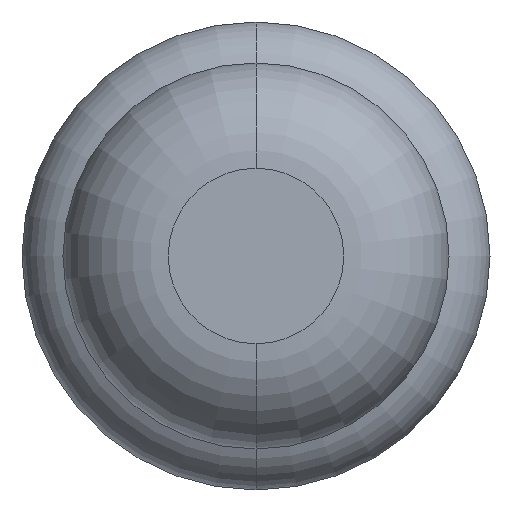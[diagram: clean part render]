
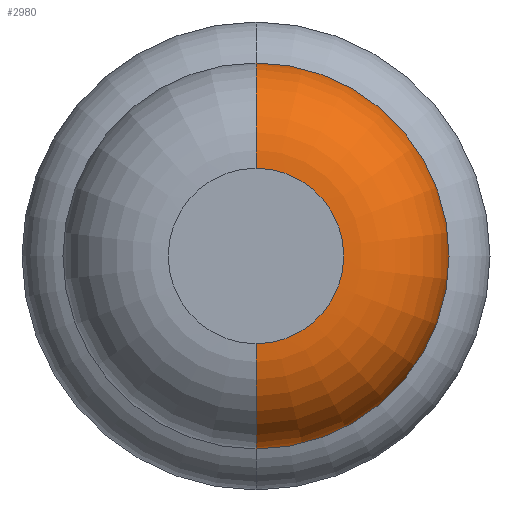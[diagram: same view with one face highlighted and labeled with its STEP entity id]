
A CAD part, front view. The second image highlights one B-rep face of the part: STEP entity #2980.
In plain terms, the highlighted toroidal (fillet/blend) face has major radius 0.375 mm and minor radius 0.45 mm.
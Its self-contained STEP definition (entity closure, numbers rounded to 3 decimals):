
#55 = DIRECTION ( 'NONE',  ( 1., 0., 0. ) ) ;
#222 = AXIS2_PLACEMENT_3D ( 'NONE', #1446, #3124, #2302 ) ;
#249 = CARTESIAN_POINT ( 'NONE',  ( 0., -26.95, -0.375 ) ) ;
#284 = TOROIDAL_SURFACE ( 'NONE', #3042, 0.375, 0.45 ) ;
#318 = VERTEX_POINT ( 'NONE', #1469 ) ;
#335 = VERTEX_POINT ( 'NONE', #2878 ) ;
#340 = CARTESIAN_POINT ( 'NONE',  ( 0., -27.4, 0.375 ) ) ;
#352 = CARTESIAN_POINT ( 'NONE',  ( 0., -26.95, 0. ) ) ;
#401 = CARTESIAN_POINT ( 'NONE',  ( 0., -27.4, 0. ) ) ;
#597 = CIRCLE ( 'NONE', #222, 0.825 ) ;
#805 = ORIENTED_EDGE ( 'NONE', *, *, #1378, .F. ) ;
#868 = ORIENTED_EDGE ( 'NONE', *, *, #2265, .T. ) ;
#871 = CIRCLE ( 'NONE', #3628, 0.45 ) ;
#896 = AXIS2_PLACEMENT_3D ( 'NONE', #401, #2404, #2971 ) ;
#1119 = EDGE_CURVE ( 'Defeature ausgef�hrt1_6+Defeature ausgef�hrt1_5+Defeature ausgef�hrt1_5+Defeature ausgef�hrt1_5', #335, #1485, #597, .T. ) ;
#1141 = FACE_OUTER_BOUND ( 'NONE', #1476, .T. ) ;
#1292 = CARTESIAN_POINT ( 'NONE',  ( 0., -26.95, 0.375 ) ) ;
#1354 = AXIS2_PLACEMENT_3D ( 'NONE', #249, #55, #2272 ) ;
#1378 = EDGE_CURVE ( 'NONE', #2855, #335, #871, .T. ) ;
#1446 = CARTESIAN_POINT ( 'NONE',  ( 0., -26.95, 0. ) ) ;
#1469 = CARTESIAN_POINT ( 'NONE',  ( 0., -27.4, -0.375 ) ) ;
#1476 = EDGE_LOOP ( 'NONE', ( #868, #3245, #2766, #805 ) ) ;
#1485 = VERTEX_POINT ( 'NONE', #2763 ) ;
#1519 = DIRECTION ( 'NONE',  ( 0., 1., 0. ) ) ;
#1579 = EDGE_CURVE ( 'NONE', #318, #1485, #1679, .T. ) ;
#1605 = DIRECTION ( 'NONE',  ( 0., 0., 1. ) ) ;
#1679 = CIRCLE ( 'NONE', #1354, 0.45 ) ;
#2265 = EDGE_CURVE ( 'Defeature ausgef�hrt1_5+Defeature ausgef�hrt1_4+Defeature ausgef�hrt1_4+Defeature ausgef�hrt1_4', #2855, #318, #3535, .T. ) ;
#2272 = DIRECTION ( 'NONE',  ( 0., 0., -1. ) ) ;
#2302 = DIRECTION ( 'NONE',  ( 0., 0., 1. ) ) ;
#2404 = DIRECTION ( 'NONE',  ( 0., 1., 0. ) ) ;
#2406 = DIRECTION ( 'NONE',  ( 0., 0., 1. ) ) ;
#2741 = DIRECTION ( 'NONE',  ( -1., 0., 0. ) ) ;
#2763 = CARTESIAN_POINT ( 'NONE',  ( 0., -26.95, -0.825 ) ) ;
#2766 = ORIENTED_EDGE ( 'NONE', *, *, #1119, .F. ) ;
#2855 = VERTEX_POINT ( 'NONE', #340 ) ;
#2878 = CARTESIAN_POINT ( 'NONE',  ( 0., -26.95, 0.825 ) ) ;
#2971 = DIRECTION ( 'NONE',  ( 0., 0., 1. ) ) ;
#2980 = ADVANCED_FACE ( 'Defeature ausgef�hrt1_5', ( #1141 ), #284, .T. ) ;
#3042 = AXIS2_PLACEMENT_3D ( 'NONE', #352, #1519, #2406 ) ;
#3124 = DIRECTION ( 'NONE',  ( 0., 1., 0. ) ) ;
#3245 = ORIENTED_EDGE ( 'NONE', *, *, #1579, .T. ) ;
#3535 = CIRCLE ( 'NONE', #896, 0.375 ) ;
#3628 = AXIS2_PLACEMENT_3D ( 'NONE', #1292, #2741, #1605 ) ;
